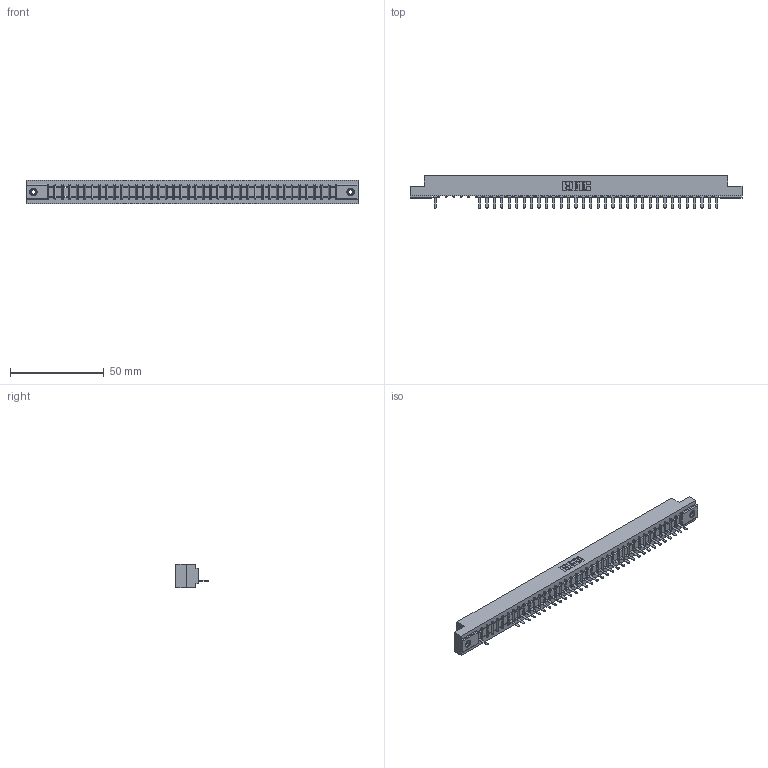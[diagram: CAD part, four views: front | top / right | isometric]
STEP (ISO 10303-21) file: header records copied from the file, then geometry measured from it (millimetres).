
FILE_DESCRIPTION (( 'STEP AP203' ), '1' );
FILE_NAME ('357-039-521-108.STEP', '2018-08-10T11:50:14', ( '' ), ( '' ), 'SwSTEP 2.0', 'SolidWorks 2016', '' );
FILE_SCHEMA (( 'CONFIG_CONTROL_DESIGN' ));
Length unit declared in the file: inch
Products named in the file (4): 345-250-001_345-250-003-102; 357-039-521-108; 307 Part_.156 Dia Mounting Holes; 307-290-002_521
Assembly tree (37 placements, depth 2):
  357-039-521-108
    307 Part_.156 Dia Mounting Holes
    307-290-002_521  x34
    345-250-001_345-250-003-102  x2
Bounding box: 177.55 x 17.42 x 12.7 mm (x, y, z)
Volume: 18828.1 mm3; surface area: 22706.5 mm2
Topology: 37 solids, 37 shells, 2834 faces, 8667 edges, 5662 vertices
Faces by surface type: plane 1692, cylinder 1046, sphere 80, cone 12, torus 4
Entity records: 35547 total; most frequent: CARTESIAN_POINT 5998, ORIENTED_EDGE 5986, DIRECTION 5833, EDGE_CURVE 2993, LINE 2291, VECTOR 2291, VERTEX_POINT 1936, AXIS2_PLACEMENT_3D 1771
